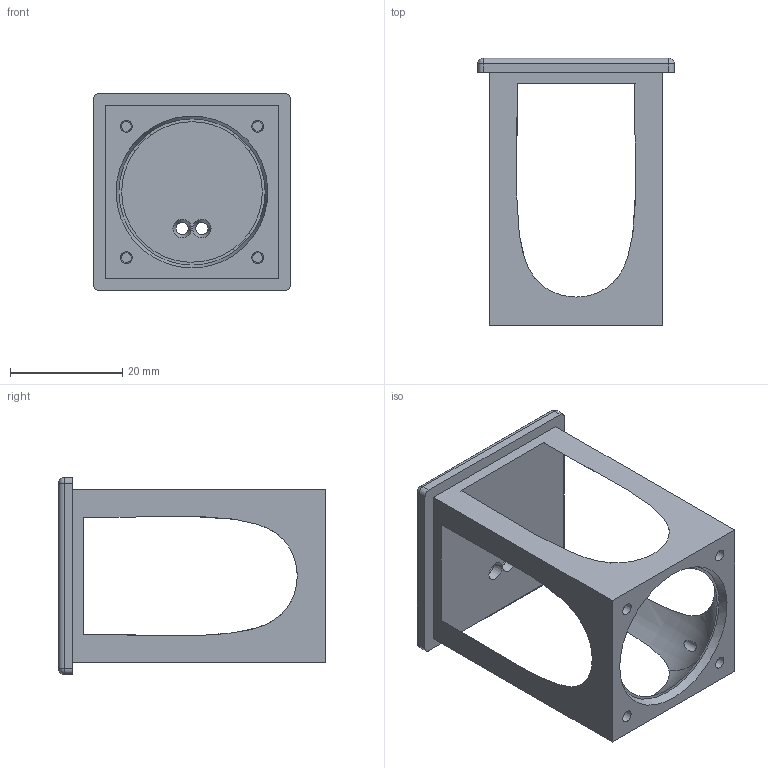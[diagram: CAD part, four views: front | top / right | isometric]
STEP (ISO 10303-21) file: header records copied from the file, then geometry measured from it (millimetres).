
FILE_DESCRIPTION(/* description */ ('Alibre Inc.'),/* implementation_level */ '2;1');
FILE_NAME(/* name */ 'export-D746C8D3-EB1B-4E35-AC8F-13ADB7188F74',/* time_stamp */ '2025-09-06T16:04:58+02:00',/* author */ (''),/* organization */ (''),/* preprocessor_version */ 'ST-DEVELOPER v17',/* originating_system */ 'Alibre',/* authorisation */ '');
FILE_SCHEMA (('CONFIG_CONTROL_DESIGN'));
Length unit declared in the file: millimetre
Bounding box: 35 x 47.5 x 35 mm (x, y, z)
Volume: 7839.2 mm3; surface area: 7816.1 mm2
Topology: 1 solids, 1 shells, 58 faces, 156 edges, 98 vertices
Faces by surface type: plane 20, cylinder 20, cone 7, revolution 7, sphere 4
Full cylindrical faces by diameter (mm): 1.8 x4, 2.2 x2, 2.4 x2
Entity records: 2317 total; most frequent: CARTESIAN_POINT 899, ORIENTED_EDGE 264, DIRECTION 239, EDGE_CURVE 132, AXIS2_PLACEMENT_3D 99, EDGE_LOOP 95, FACE_BOUND 95, VERTEX_POINT 93
